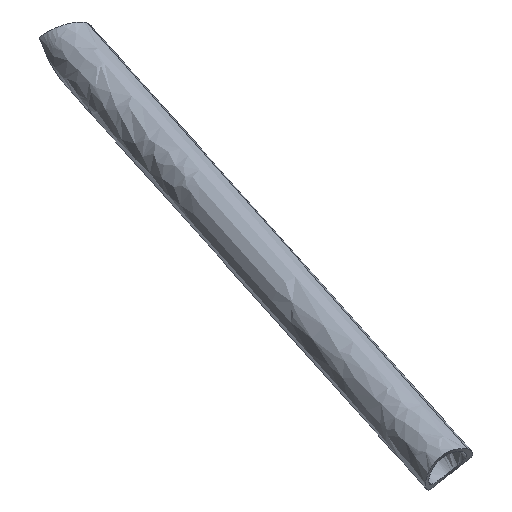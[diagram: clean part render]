
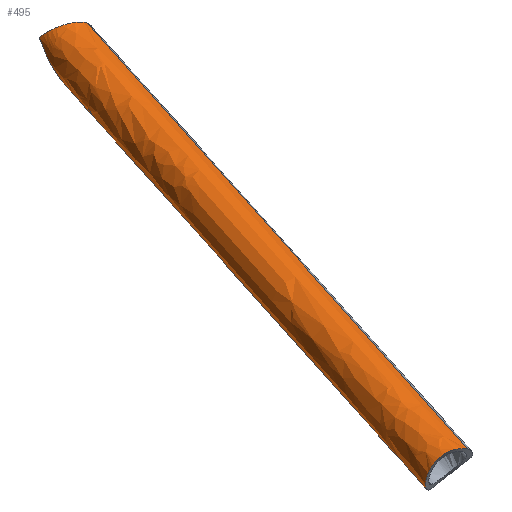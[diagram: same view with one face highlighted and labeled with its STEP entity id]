
A CAD part, top view. The second image highlights one B-rep face of the part: STEP entity #495.
In plain terms, the highlighted free-form (B-spline) face has degree [5, 4] with [6, 5] control points.
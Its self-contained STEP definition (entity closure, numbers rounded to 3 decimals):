
#140=CARTESIAN_POINT('Vertex',(-1568.41,-213.927,274.93)) ;
#144=CARTESIAN_POINT('Control Point',(-1577.055,-200.,272.784)) ;
#145=CARTESIAN_POINT('Control Point',(-1576.941,-200.348,272.922)) ;
#146=CARTESIAN_POINT('Control Point',(-1576.823,-200.695,273.056)) ;
#147=CARTESIAN_POINT('Control Point',(-1576.72,-200.984,273.164)) ;
#148=CARTESIAN_POINT('Control Point',(-1576.534,-201.501,273.355)) ;
#149=CARTESIAN_POINT('Control Point',(-1576.339,-202.018,273.539)) ;
#150=CARTESIAN_POINT('Control Point',(-1576.228,-202.306,273.64)) ;
#151=CARTESIAN_POINT('Control Point',(-1575.653,-203.748,274.126)) ;
#152=CARTESIAN_POINT('Control Point',(-1575.006,-205.18,274.548)) ;
#153=CARTESIAN_POINT('Control Point',(-1574.475,-206.254,274.826)) ;
#154=CARTESIAN_POINT('Control Point',(-1573.435,-208.17,275.245)) ;
#155=CARTESIAN_POINT('Control Point',(-1572.226,-210.007,275.471)) ;
#156=CARTESIAN_POINT('Control Point',(-1571.656,-210.796,275.526)) ;
#157=CARTESIAN_POINT('Control Point',(-1570.7,-211.982,275.526)) ;
#158=CARTESIAN_POINT('Control Point',(-1569.632,-213.016,275.333)) ;
#159=CARTESIAN_POINT('Control Point',(-1569.236,-213.36,275.235)) ;
#160=CARTESIAN_POINT('Control Point',(-1568.827,-213.669,275.102)) ;
#161=CARTESIAN_POINT('Control Point',(-1568.41,-213.927,274.93)) ;
#162=CARTESIAN_POINT('Vertex',(-1577.055,-200.,272.784)) ;
#166=CARTESIAN_POINT('Control Point',(-1577.055,-200.,272.784)) ;
#167=CARTESIAN_POINT('Control Point',(-1576.9,-199.875,272.972)) ;
#168=CARTESIAN_POINT('Control Point',(-1576.736,-199.75,273.153)) ;
#169=CARTESIAN_POINT('Control Point',(-1576.595,-199.645,273.299)) ;
#170=CARTESIAN_POINT('Control Point',(-1576.247,-199.399,273.632)) ;
#171=CARTESIAN_POINT('Control Point',(-1575.872,-199.155,273.936)) ;
#172=CARTESIAN_POINT('Control Point',(-1575.682,-199.036,274.078)) ;
#173=CARTESIAN_POINT('Control Point',(-1574.749,-198.475,274.721)) ;
#174=CARTESIAN_POINT('Control Point',(-1573.69,-197.942,275.19)) ;
#175=CARTESIAN_POINT('Control Point',(-1572.788,-197.548,275.436)) ;
#176=CARTESIAN_POINT('Control Point',(-1571.161,-196.944,275.613)) ;
#177=CARTESIAN_POINT('Control Point',(-1569.519,-196.513,275.341)) ;
#178=CARTESIAN_POINT('Control Point',(-1568.837,-196.367,275.144)) ;
#179=CARTESIAN_POINT('Control Point',(-1567.509,-196.154,274.582)) ;
#180=CARTESIAN_POINT('Control Point',(-1566.357,-196.114,273.728)) ;
#181=CARTESIAN_POINT('Control Point',(-1565.834,-196.14,273.231)) ;
#182=CARTESIAN_POINT('Control Point',(-1565.383,-196.207,272.686)) ;
#183=CARTESIAN_POINT('Control Point',(-1565.005,-196.312,272.11)) ;
#184=CARTESIAN_POINT('Vertex',(-1565.005,-196.312,272.11)) ;
#415=CARTESIAN_POINT('Control Point',(-1566.919,-194.168,269.799)) ;
#416=CARTESIAN_POINT('Control Point',(-1571.62,-192.37,275.359)) ;
#417=CARTESIAN_POINT('Control Point',(-1578.329,-197.302,276.341)) ;
#418=CARTESIAN_POINT('Control Point',(-1580.339,-204.033,271.762)) ;
#419=CARTESIAN_POINT('Control Point',(-1575.639,-205.832,266.201)) ;
#420=CARTESIAN_POINT('Control Point',(-1545.834,-217.782,295.258)) ;
#421=CARTESIAN_POINT('Control Point',(-1550.534,-215.984,300.819)) ;
#422=CARTESIAN_POINT('Control Point',(-1557.244,-220.916,301.801)) ;
#423=CARTESIAN_POINT('Control Point',(-1559.253,-227.647,297.222)) ;
#424=CARTESIAN_POINT('Control Point',(-1554.553,-229.446,291.661)) ;
#425=CARTESIAN_POINT('Control Point',(-1524.749,-241.397,320.718)) ;
#426=CARTESIAN_POINT('Control Point',(-1529.449,-239.598,326.279)) ;
#427=CARTESIAN_POINT('Control Point',(-1536.159,-244.531,327.261)) ;
#428=CARTESIAN_POINT('Control Point',(-1538.168,-251.262,322.682)) ;
#429=CARTESIAN_POINT('Control Point',(-1533.468,-253.06,317.121)) ;
#430=CARTESIAN_POINT('Control Point',(-1503.663,-265.011,346.177)) ;
#431=CARTESIAN_POINT('Control Point',(-1508.364,-263.212,351.738)) ;
#432=CARTESIAN_POINT('Control Point',(-1515.073,-268.145,352.72)) ;
#433=CARTESIAN_POINT('Control Point',(-1517.083,-274.876,348.141)) ;
#434=CARTESIAN_POINT('Control Point',(-1512.382,-276.675,342.58)) ;
#435=CARTESIAN_POINT('Control Point',(-1482.578,-288.625,371.637)) ;
#436=CARTESIAN_POINT('Control Point',(-1487.278,-286.827,377.198)) ;
#437=CARTESIAN_POINT('Control Point',(-1493.988,-291.759,378.18)) ;
#438=CARTESIAN_POINT('Control Point',(-1495.997,-298.49,373.601)) ;
#439=CARTESIAN_POINT('Control Point',(-1491.297,-300.289,368.04)) ;
#440=CARTESIAN_POINT('Control Point',(-1461.493,-312.239,397.097)) ;
#441=CARTESIAN_POINT('Control Point',(-1466.193,-310.441,402.658)) ;
#442=CARTESIAN_POINT('Control Point',(-1472.903,-315.373,403.639)) ;
#443=CARTESIAN_POINT('Control Point',(-1474.912,-322.104,399.06)) ;
#444=CARTESIAN_POINT('Control Point',(-1470.212,-323.903,393.5)) ;
#446=CARTESIAN_POINT('Control Point',(-1468.307,-304.608,388.869)) ;
#447=CARTESIAN_POINT('Control Point',(-1468.864,-304.444,389.688)) ;
#448=CARTESIAN_POINT('Control Point',(-1469.578,-304.354,390.436)) ;
#449=CARTESIAN_POINT('Control Point',(-1470.423,-304.37,391.08)) ;
#450=CARTESIAN_POINT('Control Point',(-1471.982,-304.634,391.989)) ;
#451=CARTESIAN_POINT('Control Point',(-1473.594,-305.322,392.554)) ;
#452=CARTESIAN_POINT('Control Point',(-1474.252,-305.682,392.726)) ;
#453=CARTESIAN_POINT('Control Point',(-1475.506,-306.539,392.939)) ;
#454=CARTESIAN_POINT('Control Point',(-1476.592,-307.632,392.887)) ;
#455=CARTESIAN_POINT('Control Point',(-1477.078,-308.223,392.793)) ;
#456=CARTESIAN_POINT('Control Point',(-1478.094,-309.712,392.401)) ;
#457=CARTESIAN_POINT('Control Point',(-1478.734,-311.258,391.601)) ;
#458=CARTESIAN_POINT('Control Point',(-1478.974,-312.127,390.991)) ;
#459=CARTESIAN_POINT('Control Point',(-1479.149,-313.235,389.887)) ;
#460=CARTESIAN_POINT('Control Point',(-1479.119,-314.019,388.571)) ;
#461=CARTESIAN_POINT('Control Point',(-1479.09,-314.232,388.136)) ;
#462=CARTESIAN_POINT('Control Point',(-1478.979,-314.675,387.013)) ;
#463=CARTESIAN_POINT('Control Point',(-1478.778,-314.896,385.848)) ;
#464=CARTESIAN_POINT('Control Point',(-1478.63,-314.955,385.147)) ;
#465=CARTESIAN_POINT('Control Point',(-1478.457,-314.95,384.456)) ;
#466=CARTESIAN_POINT('Control Point',(-1478.258,-314.892,383.784)) ;
#467=CARTESIAN_POINT('Vertex',(-1468.307,-304.608,388.869)) ;
#469=CARTESIAN_POINT('Vertex',(-1478.258,-314.892,383.784)) ;
#473=CARTESIAN_POINT('Control Point',(-1565.005,-196.312,272.11)) ;
#474=CARTESIAN_POINT('Control Point',(-1545.666,-217.971,295.462)) ;
#475=CARTESIAN_POINT('Control Point',(-1526.326,-239.63,318.813)) ;
#476=CARTESIAN_POINT('Control Point',(-1506.986,-261.289,342.165)) ;
#477=CARTESIAN_POINT('Control Point',(-1487.647,-282.949,365.517)) ;
#478=CARTESIAN_POINT('Control Point',(-1468.307,-304.608,388.869)) ;
#481=CARTESIAN_POINT('Control Point',(-1568.41,-213.927,274.93)) ;
#482=CARTESIAN_POINT('Control Point',(-1550.38,-234.12,296.7)) ;
#483=CARTESIAN_POINT('Control Point',(-1532.349,-254.313,318.471)) ;
#484=CARTESIAN_POINT('Control Point',(-1514.319,-274.506,340.242)) ;
#485=CARTESIAN_POINT('Control Point',(-1496.289,-294.699,362.013)) ;
#486=CARTESIAN_POINT('Control Point',(-1478.258,-314.892,383.784)) ;
#489=ORIENTED_EDGE('',*,*,#471,.F.) ;
#490=ORIENTED_EDGE('',*,*,#479,.F.) ;
#491=ORIENTED_EDGE('',*,*,#186,.F.) ;
#492=ORIENTED_EDGE('',*,*,#164,.T.) ;
#493=ORIENTED_EDGE('',*,*,#487,.T.) ;
#495=ADVANCED_FACE('Corps principal',(#494),#414,.F.) ;
#143=B_SPLINE_CURVE_WITH_KNOTS('',5,(#144,#145,#146,#147,#148,#149,#150,#151,#152,#153,#154,#155,#156,#157,#158,#159,#160,#161),.UNSPECIFIED.,.F.,.U.,(6,3,3,3,3,6),(0.,2.753,5.506,14.208,21.14,24.972),.UNSPECIFIED.) ;
#165=B_SPLINE_CURVE_WITH_KNOTS('',5,(#166,#167,#168,#169,#170,#171,#172,#173,#174,#175,#176,#177,#178,#179,#180,#181,#182,#183),.UNSPECIFIED.,.F.,.U.,(6,3,3,3,3,6),(0.,1.903,3.743,10.653,15.704,20.907),.UNSPECIFIED.) ;
#445=B_SPLINE_CURVE_WITH_KNOTS('',5,(#446,#447,#448,#449,#450,#451,#452,#453,#454,#455,#456,#457,#458,#459,#460,#461,#462,#463,#464,#465,#466),.UNSPECIFIED.,.F.,.U.,(6,3,3,3,3,3,6),(0.,7.496,12.8,18.05,25.405,28.834,34.02),.UNSPECIFIED.) ;
#164=EDGE_CURVE('',#163,#141,#143,.T.) ;
#186=EDGE_CURVE('',#163,#185,#165,.T.) ;
#471=EDGE_CURVE('',#468,#470,#445,.T.) ;
#479=EDGE_CURVE('',#185,#468,#472,.T.) ;
#487=EDGE_CURVE('',#141,#470,#480,.T.) ;
#488=EDGE_LOOP('',(#489,#490,#491,#492,#493)) ;
#494=FACE_OUTER_BOUND('',#488,.T.) ;
#141=VERTEX_POINT('',#140) ;
#163=VERTEX_POINT('',#162) ;
#185=VERTEX_POINT('',#184) ;
#468=VERTEX_POINT('',#467) ;
#470=VERTEX_POINT('',#469) ;
#472=(BOUNDED_CURVE()B_SPLINE_CURVE(5,(#473,#474,#475,#476,#477,#478),.UNSPECIFIED.,.F.,.U.)B_SPLINE_CURVE_WITH_KNOTS((6,6),(3.688,189.997),.UNSPECIFIED.)CURVE()GEOMETRIC_REPRESENTATION_ITEM()RATIONAL_B_SPLINE_CURVE((1.,1.,1.,1.,1.,1.))REPRESENTATION_ITEM('')) ;
#480=(BOUNDED_CURVE()B_SPLINE_CURVE(5,(#481,#482,#483,#484,#485,#486),.UNSPECIFIED.,.F.,.U.)B_SPLINE_CURVE_WITH_KNOTS((6,6),(13.927,187.624),.UNSPECIFIED.)CURVE()GEOMETRIC_REPRESENTATION_ITEM()RATIONAL_B_SPLINE_CURVE((1.,1.,1.,1.,1.,1.))REPRESENTATION_ITEM('')) ;
#414=(BOUNDED_SURFACE()B_SPLINE_SURFACE(5,4,((#415,#416,#417,#418,#419),(#420,#421,#422,#423,#424),(#425,#426,#427,#428,#429),(#430,#431,#432,#433,#434),(#435,#436,#437,#438,#439),(#440,#441,#442,#443,#444)),.UNSPECIFIED.,.F.,.F.,.U.)B_SPLINE_SURFACE_WITH_KNOTS((6,6),(5,5),(0.,203.127),(23.562,47.124),.UNSPECIFIED.)GEOMETRIC_REPRESENTATION_ITEM()RATIONAL_B_SPLINE_SURFACE(((1.,0.707,0.667,0.707,1.),(1.,0.707,0.667,0.707,1.),(1.,0.707,0.667,0.707,1.),(1.,0.707,0.667,0.707,1.),(1.,0.707,0.667,0.707,1.),(1.,0.707,0.667,0.707,1.)))REPRESENTATION_ITEM('Rational BSpline Surface')SURFACE()) ;
